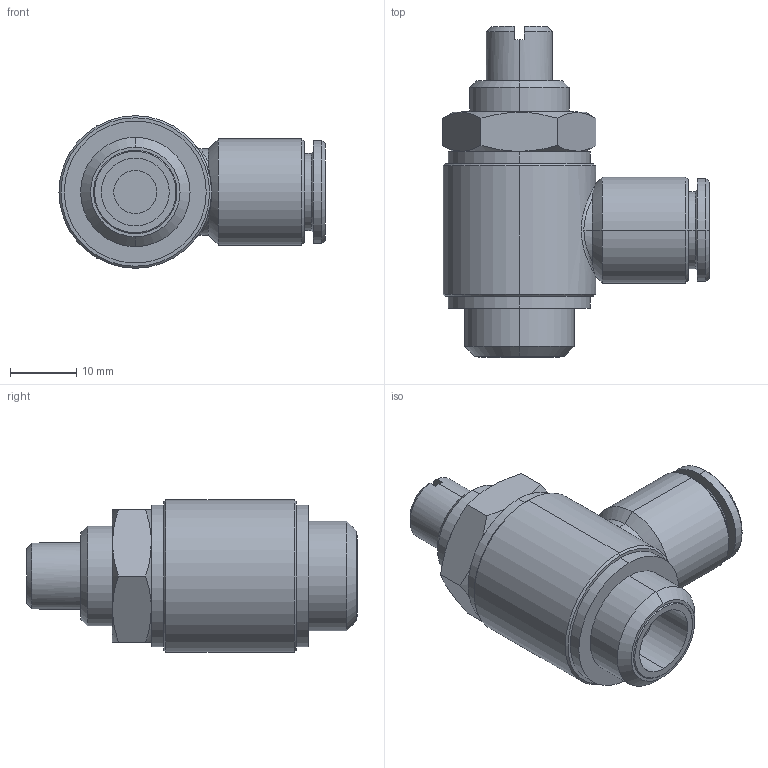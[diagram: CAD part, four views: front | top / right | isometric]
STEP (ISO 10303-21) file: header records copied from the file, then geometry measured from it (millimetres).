
FILE_DESCRIPTION (( 'STEP AP203' ), '1' );
FILE_NAME ('04290C53.STEP', '2010-05-11T15:23:27', ( '' ), ( 'sopra-pneumatic' ), 'SwSTEP 2.0', 'SolidWorks 2009', '' );
FILE_SCHEMA (( 'CONFIG_CONTROL_DESIGN' ));
Length unit declared in the file: millimetre
Products named in the file (1): 04290C53
Bounding box: 40.2 x 49.89 x 23 mm (x, y, z)
Volume: 15608.6 mm3; surface area: 5836.8 mm2
Topology: 1 solids, 3 shells, 90 faces, 189 edges, 119 vertices
Faces by surface type: cylinder 34, plane 28, cone 26, bspline 2
Entity records: 3679 total; most frequent: CARTESIAN_POINT 1661, DIRECTION 424, ORIENTED_EDGE 378, EDGE_CURVE 189, AXIS2_PLACEMENT_3D 178, VERTEX_POINT 119, EDGE_LOOP 104, FACE_OUTER_BOUND 90
